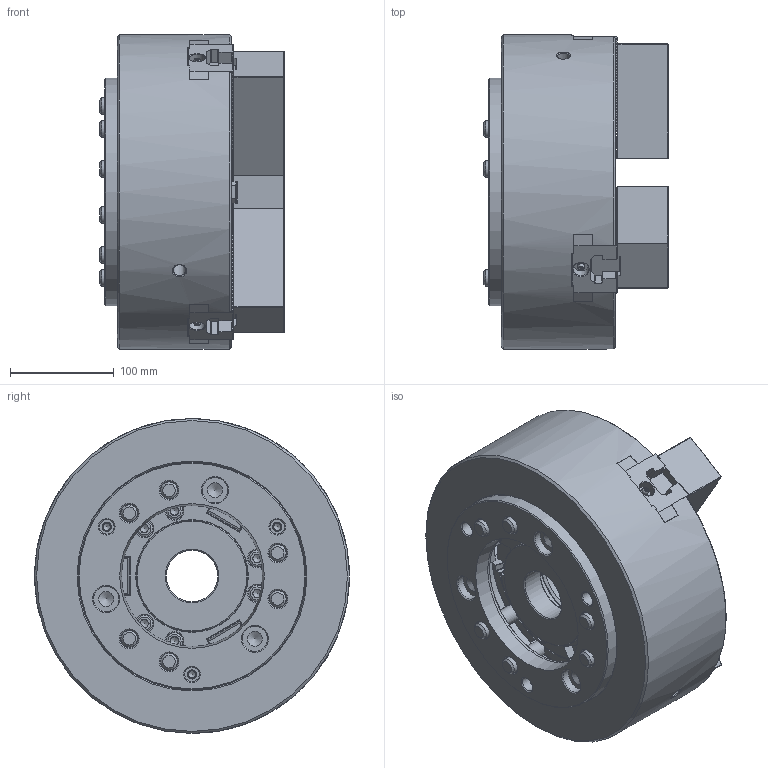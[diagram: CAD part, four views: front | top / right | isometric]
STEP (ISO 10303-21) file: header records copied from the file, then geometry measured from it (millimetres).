
FILE_DESCRIPTION( ( 'Unknown' ), '1' );
FILE_NAME( 'B212-A8.stp', 'Unknown', ( 'Unknown' ), ( 'Unknown' ), 'PSStep 10.1', 'Unknown', ' ' );
FILE_SCHEMA( ( 'AUTOMOTIVE_DESIGN { 1 0 10303 214 1 1 1 1 }' ) );
Length unit declared in the file: millimetre
Products named in the file (1): cb10a08
Bounding box: 178.2 x 304 x 304 mm (x, y, z)
Volume: 7681225.7 mm3; surface area: 727603.2 mm2
Topology: 1 solids, 23 shells, 4323 faces, 12412 edges, 8083 vertices
Faces by surface type: plane 3527, cylinder 372, cone 309, torus 57, extrusion 48, sphere 6, bspline 4
Full cylindrical faces by diameter (mm): 1.5 x3, 1.9 x3, 3.8 x24, 4.917 x4, 5.188 x3, 6 x14, 6.6 x3, 6.917 x3, 8 x3, 8.376 x6, 9 x3, 10 x12, 10.5 x3, 11 x9, 12 x2, 12.5 x2, 14 x15, 14.5 x3, 15 x3, 16 x24, 17 x24, 24 x12, 24.21 x3, 25 x15, 50 x1, 91 x2, 96 x2, 101 x1, 108 x2, 136.1 x1
Entity records: 173208 total; most frequent: CARTESIAN_POINT 27979, ORIENTED_EDGE 23538, DIRECTION 21417, EDGE_CURVE 11769, VECTOR 9741, LINE 9693, VERTEX_POINT 7928, AXIS2_PLACEMENT_3D 5838
